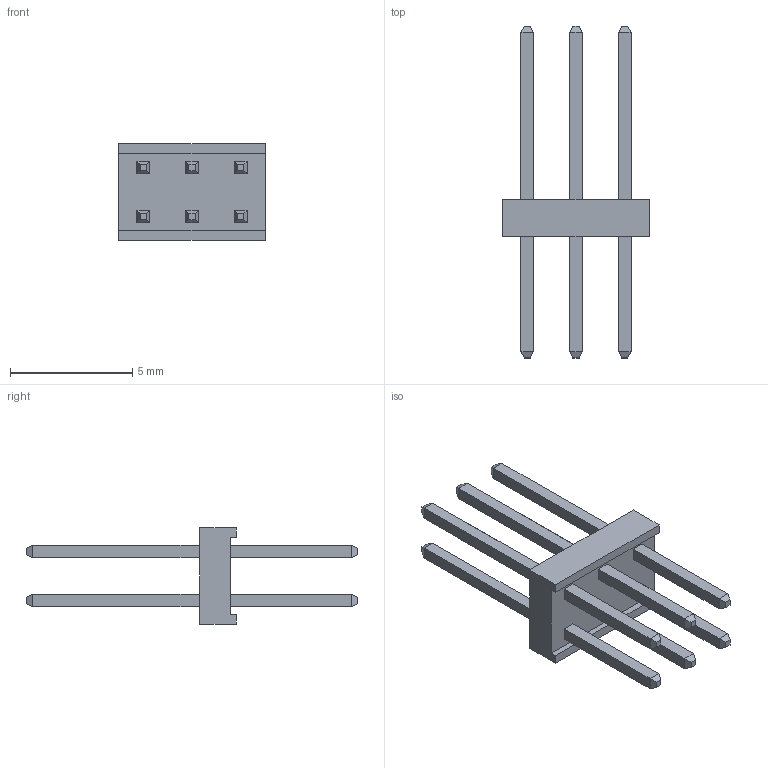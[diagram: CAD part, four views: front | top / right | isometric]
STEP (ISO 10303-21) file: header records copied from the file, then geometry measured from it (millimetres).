
FILE_DESCRIPTION(/* description */ ('STEP AP214'),/* implementation_level */ '2;1');
FILE_NAME(/* name */ 'MTMM-103-09-G-D-280',/* time_stamp */ '2023-03-06T15:00:40+01:00',/* author */ ('License CC BY-ND 4.0'),/* organization */ ('CADENAS'),/* preprocessor_version */ 'ST-DEVELOPER v18.102',/* originating_system */ 'PARTsolutions',/* authorisation */ ' ');
FILE_SCHEMA (('AUTOMOTIVE_DESIGN {1 0 10303 214 3 1 1}'));
Length unit declared in the file: inch
Products named in the file (3): MTMM-103-09-G-D-280; MTMM-103-09-G-D-280_body; MTMM-103-09-G-D-280_pins
Assembly tree (2 placements, depth 2):
  MTMM-103-09-G-D-280
    MTMM-103-09-G-D-280_body
    MTMM-103-09-G-D-280_pins
Bounding box: 6 x 13.59 x 3.94 mm (x, y, z)
Volume: 52.1 mm3; surface area: 280.6 mm2
Topology: 2 solids, 2 shells, 144 faces, 348 edges, 216 vertices
Faces by surface type: plane 144
Entity records: 4150 total; most frequent: CARTESIAN_POINT 711, ORIENTED_EDGE 696, DIRECTION 642, EDGE_CURVE 348, LINE 348, VECTOR 348, VERTEX_POINT 216, EDGE_LOOP 164
